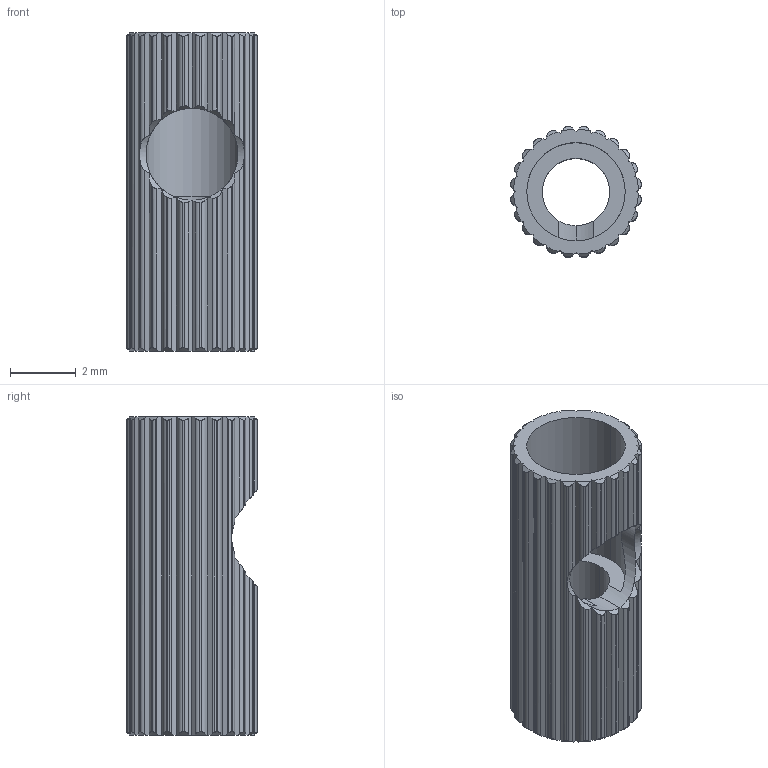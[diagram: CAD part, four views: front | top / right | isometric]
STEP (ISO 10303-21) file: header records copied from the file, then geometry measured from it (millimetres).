
FILE_DESCRIPTION (( 'STEP AP203' ), '1' );
FILE_NAME ('PF-1T.STEP', '2018-11-07T07:36:24', ( '' ), ( '' ), 'SwSTEP 2.0', 'SolidWorks 2016', '' );
FILE_SCHEMA (( 'CONFIG_CONTROL_DESIGN' ));
Length unit declared in the file: millimetre
Products named in the file (1): PF-1T
Bounding box: 3.97 x 3.97 x 9.7 mm (x, y, z)
Volume: 61.4 mm3; surface area: 228.2 mm2
Topology: 1 solids, 1 shells, 223 faces, 667 edges, 444 vertices
Faces by surface type: cylinder 104, plane 65, cone 48, bspline 6
Entity records: 11627 total; most frequent: CARTESIAN_POINT 6048, ORIENTED_EDGE 1334, DIRECTION 913, EDGE_CURVE 667, VERTEX_POINT 444, AXIS2_PLACEMENT_3D 324, B_SPLINE_CURVE_WITH_KNOTS 284, VECTOR 265
